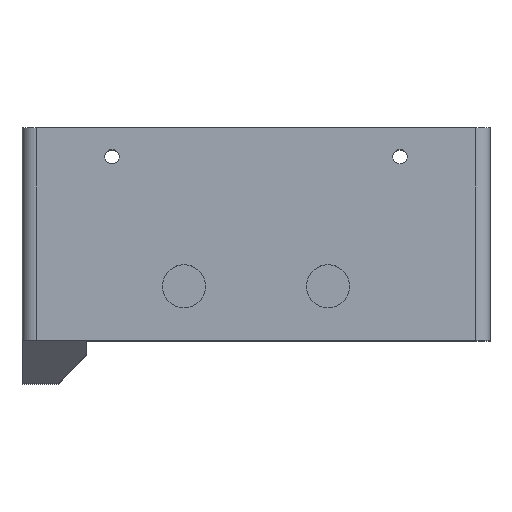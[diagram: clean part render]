
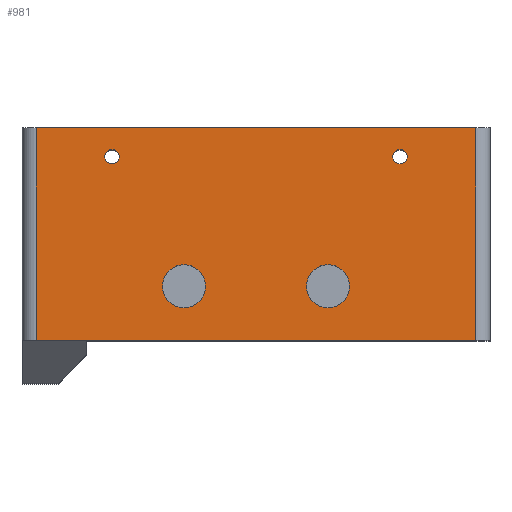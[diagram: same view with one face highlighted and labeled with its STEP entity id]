
A CAD part, top view. The second image highlights one B-rep face of the part: STEP entity #981.
In plain terms, the highlighted planar face has unit normal (0, 0, 1).
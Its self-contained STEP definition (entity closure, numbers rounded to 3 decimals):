
#19=FACE_BOUND('',#148,.T.);
#20=FACE_BOUND('',#149,.T.);
#21=FACE_BOUND('',#150,.T.);
#22=FACE_BOUND('',#151,.T.);
#40=PLANE('',#1084);
#85=FACE_OUTER_BOUND('',#147,.T.);
#147=EDGE_LOOP('',(#721,#722,#723,#724));
#148=EDGE_LOOP('',(#725));
#149=EDGE_LOOP('',(#726));
#150=EDGE_LOOP('',(#727));
#151=EDGE_LOOP('',(#728));
#223=LINE('',#1535,#313);
#225=LINE('',#1541,#315);
#226=LINE('',#1543,#316);
#227=LINE('',#1544,#317);
#313=VECTOR('',#1240,10.);
#315=VECTOR('',#1246,10.);
#316=VECTOR('',#1247,10.);
#317=VECTOR('',#1248,10.);
#393=CIRCLE('',#1057,3.);
#395=CIRCLE('',#1060,3.);
#399=CIRCLE('',#1066,1.);
#403=CIRCLE('',#1072,1.);
#441=VERTEX_POINT('',#1474);
#443=VERTEX_POINT('',#1480);
#447=VERTEX_POINT('',#1492);
#451=VERTEX_POINT('',#1504);
#462=VERTEX_POINT('',#1532);
#463=VERTEX_POINT('',#1534);
#465=VERTEX_POINT('',#1540);
#466=VERTEX_POINT('',#1542);
#535=EDGE_CURVE('',#441,#441,#393,.T.);
#538=EDGE_CURVE('',#443,#443,#395,.T.);
#544=EDGE_CURVE('',#447,#447,#399,.T.);
#550=EDGE_CURVE('',#451,#451,#403,.T.);
#564=EDGE_CURVE('',#463,#462,#223,.T.);
#567=EDGE_CURVE('',#462,#465,#225,.T.);
#568=EDGE_CURVE('',#466,#465,#226,.T.);
#569=EDGE_CURVE('',#463,#466,#227,.T.);
#721=ORIENTED_EDGE('',*,*,#567,.T.);
#722=ORIENTED_EDGE('',*,*,#568,.F.);
#723=ORIENTED_EDGE('',*,*,#569,.F.);
#724=ORIENTED_EDGE('',*,*,#564,.T.);
#725=ORIENTED_EDGE('',*,*,#535,.T.);
#726=ORIENTED_EDGE('',*,*,#538,.T.);
#727=ORIENTED_EDGE('',*,*,#544,.T.);
#728=ORIENTED_EDGE('',*,*,#550,.T.);
#981=ADVANCED_FACE('',(#85,#19,#20,#21,#22),#40,.T.);
#1057=AXIS2_PLACEMENT_3D('',#1475,#1176,#1177);
#1060=AXIS2_PLACEMENT_3D('',#1481,#1183,#1184);
#1066=AXIS2_PLACEMENT_3D('',#1493,#1197,#1198);
#1072=AXIS2_PLACEMENT_3D('',#1505,#1211,#1212);
#1084=AXIS2_PLACEMENT_3D('',#1539,#1244,#1245);
#1176=DIRECTION('center_axis',(0.,0.,-1.));
#1177=DIRECTION('ref_axis',(1.,0.,0.));
#1183=DIRECTION('center_axis',(0.,0.,-1.));
#1184=DIRECTION('ref_axis',(1.,0.,0.));
#1197=DIRECTION('center_axis',(0.,0.,-1.));
#1198=DIRECTION('ref_axis',(1.,0.,0.));
#1211=DIRECTION('center_axis',(0.,0.,-1.));
#1212=DIRECTION('ref_axis',(1.,0.,0.));
#1240=DIRECTION('',(0.,1.,0.));
#1244=DIRECTION('center_axis',(0.,0.,1.));
#1245=DIRECTION('ref_axis',(1.,0.,0.));
#1246=DIRECTION('',(-1.,0.,0.));
#1247=DIRECTION('',(0.,1.,0.));
#1248=DIRECTION('',(-1.,0.,0.));
#1474=CARTESIAN_POINT('',(-13.,6.,29.5));
#1475=CARTESIAN_POINT('Origin',(-10.,6.,29.5));
#1480=CARTESIAN_POINT('',(7.,6.,29.5));
#1481=CARTESIAN_POINT('Origin',(10.,6.,29.5));
#1492=CARTESIAN_POINT('',(-21.,24.,29.5));
#1493=CARTESIAN_POINT('Origin',(-20.,24.,29.5));
#1504=CARTESIAN_POINT('',(19.,24.,29.5));
#1505=CARTESIAN_POINT('Origin',(20.,24.,29.5));
#1532=CARTESIAN_POINT('',(30.5,28.,29.5));
#1534=CARTESIAN_POINT('',(30.5,-1.5,29.5));
#1535=CARTESIAN_POINT('',(30.5,-1.5,29.5));
#1539=CARTESIAN_POINT('Origin',(-30.5,-1.5,29.5));
#1540=CARTESIAN_POINT('',(-30.5,28.,29.5));
#1541=CARTESIAN_POINT('',(-15.25,28.,29.5));
#1542=CARTESIAN_POINT('',(-30.5,-1.5,29.5));
#1543=CARTESIAN_POINT('',(-30.5,-1.5,29.5));
#1544=CARTESIAN_POINT('',(30.5,-1.5,29.5));
